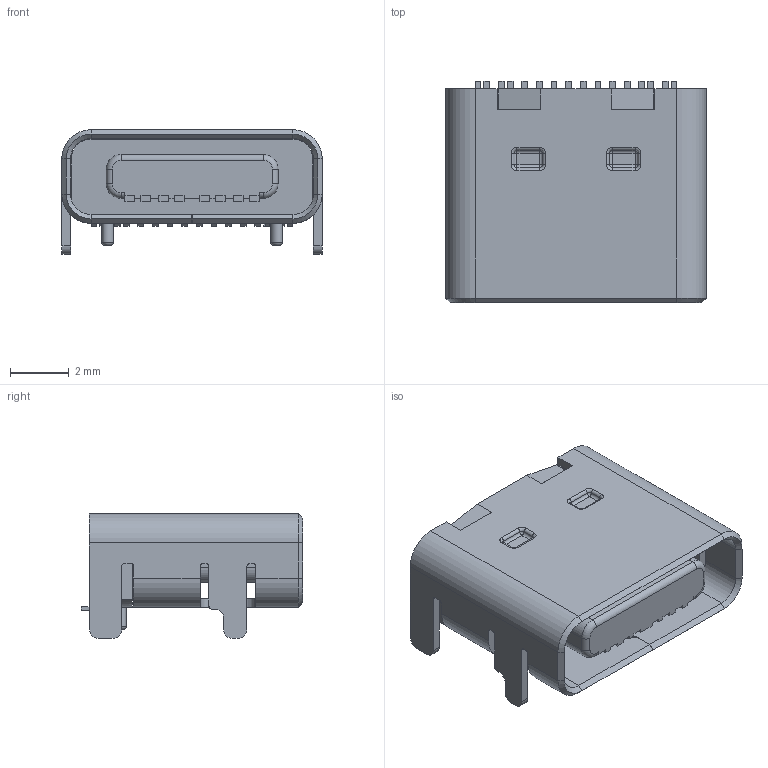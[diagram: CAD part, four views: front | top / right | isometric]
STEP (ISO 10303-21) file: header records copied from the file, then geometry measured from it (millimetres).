
FILE_DESCRIPTION(('FreeCAD Model'),'2;1');
FILE_NAME('Open CASCADE Shape Model','2022-06-24T08:48:10',( 'kicad StepUp'),('ksu MCAD'),'Open CASCADE STEP processor 7.6', 'FreeCAD','Unknown');
FILE_SCHEMA(('AUTOMOTIVE_DESIGN { 1 0 10303 214 1 1 1 1 }'));
Length unit declared in the file: millimetre
Products named in the file (1): USB_C_Receptacle_XKB_U262-16XN-4BVC11
Bounding box: 8.9 x 7.56 x 4.26 mm (x, y, z)
Volume: 121.9 mm3; surface area: 491.9 mm2
Topology: 11 solids, 11 shells, 397 faces, 3099 edges, 8921 vertices
Faces by surface type: plane 260, cylinder 105, torus 16, cone 8, sphere 8
Entity records: 42570 total; most frequent: CARTESIAN_POINT 12418, DIRECTION 4636, LINE 2358, VECTOR 2358, GEOMETRIC_CURVE_SET 2067, ORIENTED_EDGE 2066, TRIMMED_CURVE 2066, AXIS2_PLACEMENT_3D 1139
